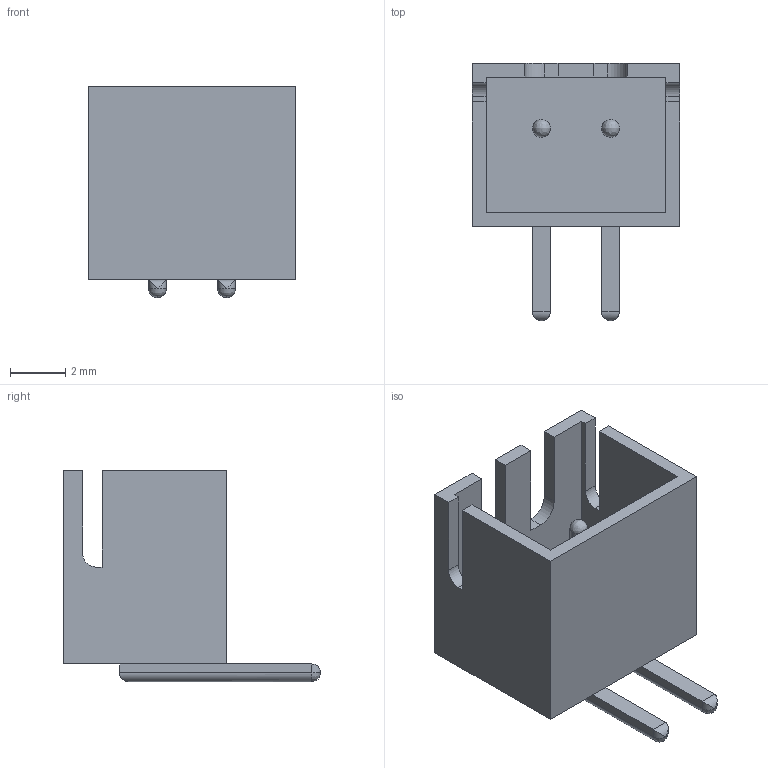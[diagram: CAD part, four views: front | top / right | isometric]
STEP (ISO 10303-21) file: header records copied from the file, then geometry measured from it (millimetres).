
FILE_DESCRIPTION (( 'STEP AP214' ), '1' );
FILE_NAME ('79F73C41-5762-43ED-831D-F2BD84F0A40D.STEP', '2023-09-24T03:18:48', ( '' ), ( '' ), 'SwSTEP 2.0', 'SolidWorks 2022', '' );
FILE_SCHEMA (( 'AUTOMOTIVE_DESIGN' ));
Length unit declared in the file: millimetre
Products named in the file (1): 79F73C41-5762-43ED-831D-F2BD84F0A40D
Bounding box: 7.5 x 9.3 x 7.64 mm (x, y, z)
Volume: 103.9 mm3; surface area: 461 mm2
Topology: 3 solids, 3 shells, 56 faces, 140 edges, 84 vertices
Faces by surface type: plane 34, cylinder 18, bspline 4
Entity records: 1766 total; most frequent: CARTESIAN_POINT 357, ORIENTED_EDGE 264, DIRECTION 252, EDGE_CURVE 132, LINE 102, VECTOR 102, VERTEX_POINT 84, AXIS2_PLACEMENT_3D 75
